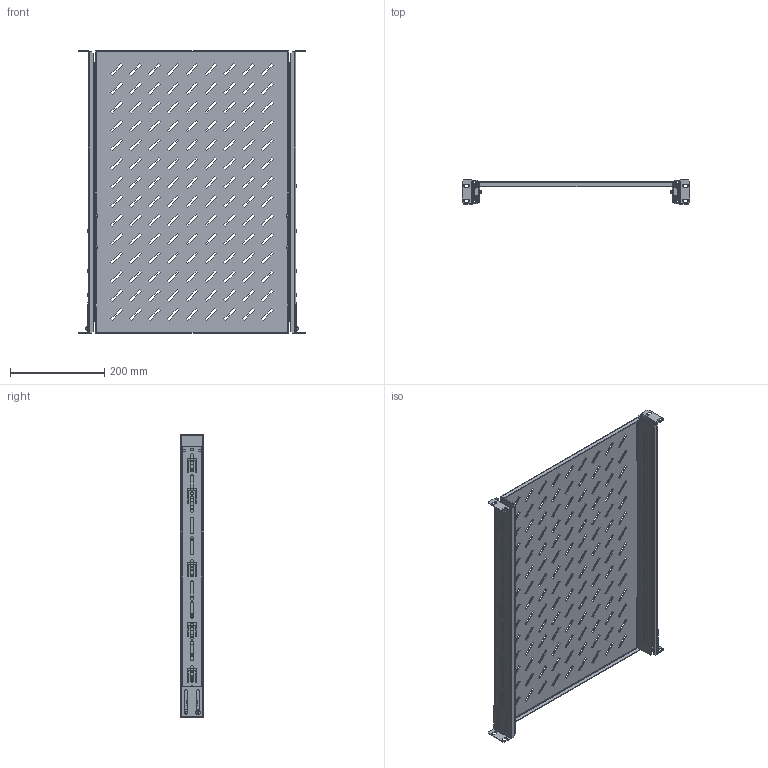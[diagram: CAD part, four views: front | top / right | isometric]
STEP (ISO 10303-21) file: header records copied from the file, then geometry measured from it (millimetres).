
FILE_DESCRIPTION (( 'STEP AP214' ), '1' );
FILE_NAME ('SS05-600PI-R_.STEP', '2022-10-13T11:51:58', ( '' ), ( '' ), 'SwSTEP 2.0', 'SolidWorks 2022', '' );
FILE_SCHEMA (( 'AUTOMOTIVE_DESIGN' ));
Length unit declared in the file: millimetre
Products named in the file (11): Гайка ГОСТ 5915_М 6; Винт A.2.M6x12 ГОСТ 17473-80_Винт A.2.M6x12 ГОСТ 17473-80; SS05-600PI-R_; АГИЕ 278.05.103 Уголок полки выдвижной_-00 Правый черный; АГИЕ 278.05.101 Полка выдвижная_-01 600 черная; АГИЕ 278.05.102 Кронштейн полки выдвижной_-02 600 правый черный; Шайба ГОСТ 11371_ф 6; Направляющая PK-0H45550GX GTV; АГИЕ 278.05.102 Кронштейн полки выдвижной_-03 600 левый черный; АГИЕ 278.05.103 Уголок полки выдвижной_-01 Левый черный; Заклёпка вытяжная_4.0х6 St_St (0.5 ...2.5)
Assembly tree (31 placements, depth 2):
  SS05-600PI-R_
    АГИЕ 278.05.101 Полка выдвижная_-01 600 черная
    АГИЕ 278.05.102 Кронштейн полки выдвижной_-02 600 правый черный
    АГИЕ 278.05.103 Уголок полки выдвижной_-00 Правый черный
    АГИЕ 278.05.103 Уголок полки выдвижной_-01 Левый черный
    АГИЕ 278.05.102 Кронштейн полки выдвижной_-03 600 левый черный
    Направляющая PK-0H45550GX GTV  x2
    Заклёпка вытяжная_4.0х6 St_St (0.5 ...2.5)  x13
    Шайба ГОСТ 11371_ф 6  x4
    Винт A.2.M6x12 ГОСТ 17473-80_Винт A.2.M6x12 ГОСТ 17473-80  x3
    Гайка ГОСТ 5915_М 6  x4
Bounding box: 483 x 50 x 600 mm (x, y, z)
Volume: 676537 mm3; surface area: 1092717.7 mm2
Topology: 37 solids, 37 shells, 1937 faces, 5302 edges, 3423 vertices
Faces by surface type: plane 1105, cylinder 608, cone 80, torus 78, sphere 58, bspline 8
Entity records: 47431 total; most frequent: CARTESIAN_POINT 8088, ORIENTED_EDGE 7384, DIRECTION 7066, EDGE_CURVE 3692, VECTOR 2876, LINE 2876, VERTEX_POINT 2421, AXIS2_PLACEMENT_3D 2095
